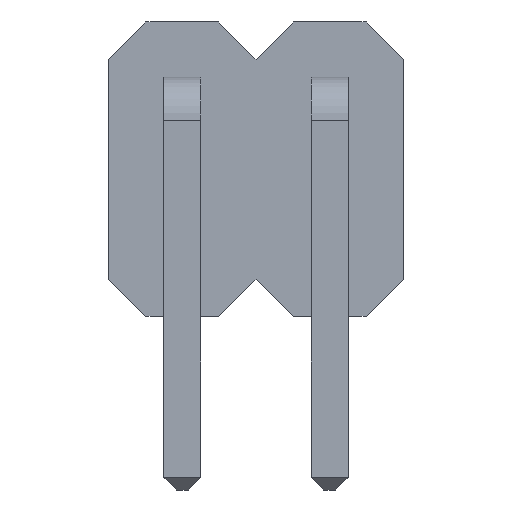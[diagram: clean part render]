
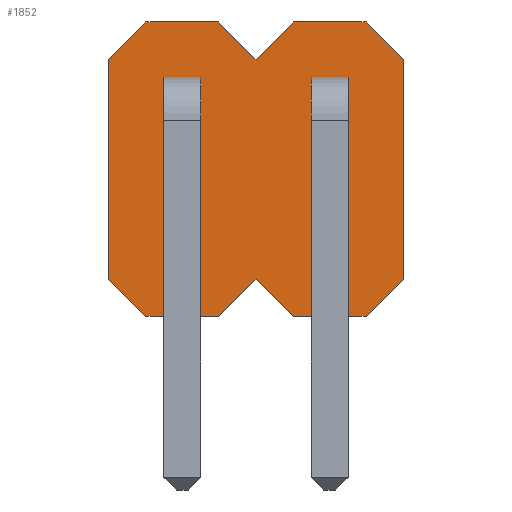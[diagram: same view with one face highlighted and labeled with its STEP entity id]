
A CAD part, front view. The second image highlights one B-rep face of the part: STEP entity #1852.
In plain terms, the highlighted planar face has unit normal (0, -1, 0).
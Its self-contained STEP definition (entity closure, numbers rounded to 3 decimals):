
#18=FACE_BOUND('',#258,.T.);
#19=FACE_BOUND('',#259,.T.);
#20=FACE_BOUND('',#260,.T.);
#21=FACE_BOUND('',#261,.T.);
#149=FACE_OUTER_BOUND('',#257,.T.);
#257=EDGE_LOOP('',(#1606,#1607,#1608,#1609,#1610,#1611,#1612,#1613,#1614,
#1615,#1616,#1617,#1618,#1619));
#258=EDGE_LOOP('',(#1620,#1621,#1622,#1623));
#259=EDGE_LOOP('',(#1624,#1625,#1626,#1627));
#260=EDGE_LOOP('',(#1628,#1629,#1630,#1631));
#261=EDGE_LOOP('',(#1632,#1633,#1634,#1635));
#262=LINE('',#2467,#496);
#266=LINE('',#2476,#500);
#272=LINE('',#2487,#506);
#273=LINE('',#2491,#507);
#277=LINE('',#2498,#511);
#279=LINE('',#2502,#513);
#313=LINE('',#2573,#547);
#323=LINE('',#2600,#557);
#325=LINE('',#2603,#559);
#326=LINE('',#2605,#560);
#344=LINE('',#2644,#578);
#371=LINE('',#2706,#605);
#373=LINE('',#2709,#607);
#374=LINE('',#2711,#608);
#378=LINE('',#2719,#612);
#380=LINE('',#2724,#614);
#386=LINE('',#2735,#620);
#400=LINE('',#2763,#634);
#403=LINE('',#2768,#637);
#404=LINE('',#2771,#638);
#406=LINE('',#2774,#640);
#407=LINE('',#2776,#641);
#437=LINE('',#2839,#671);
#447=LINE('',#2866,#681);
#449=LINE('',#2869,#683);
#450=LINE('',#2871,#684);
#466=LINE('',#2907,#700);
#491=LINE('',#2964,#725);
#493=LINE('',#2967,#727);
#494=LINE('',#2969,#728);
#496=VECTOR('',#1991,0.905);
#500=VECTOR('',#1997,0.905);
#506=VECTOR('',#2005,1.26);
#507=VECTOR('',#2008,0.905);
#511=VECTOR('',#2014,1.26);
#513=VECTOR('',#2018,0.905);
#547=VECTOR('',#2078,0.64);
#557=VECTOR('',#2106,0.64);
#559=VECTOR('',#2110,0.64);
#560=VECTOR('',#2113,0.64);
#578=VECTOR('',#2147,0.64);
#605=VECTOR('',#2206,0.64);
#607=VECTOR('',#2210,0.64);
#608=VECTOR('',#2213,0.64);
#612=VECTOR('',#2223,3.8);
#614=VECTOR('',#2227,0.905);
#620=VECTOR('',#2235,3.8);
#634=VECTOR('',#2253,0.905);
#637=VECTOR('',#2258,1.26);
#638=VECTOR('',#2261,0.905);
#640=VECTOR('',#2265,1.26);
#641=VECTOR('',#2268,0.905);
#671=VECTOR('',#2324,0.64);
#681=VECTOR('',#2352,0.64);
#683=VECTOR('',#2356,0.64);
#684=VECTOR('',#2359,0.64);
#700=VECTOR('',#2391,0.64);
#725=VECTOR('',#2448,0.64);
#727=VECTOR('',#2452,0.64);
#728=VECTOR('',#2455,0.64);
#730=VERTEX_POINT('',#2465);
#731=VERTEX_POINT('',#2466);
#734=VERTEX_POINT('',#2474);
#735=VERTEX_POINT('',#2475);
#739=VERTEX_POINT('',#2485);
#740=VERTEX_POINT('',#2489);
#741=VERTEX_POINT('',#2490);
#744=VERTEX_POINT('',#2501);
#767=VERTEX_POINT('',#2570);
#768=VERTEX_POINT('',#2572);
#775=VERTEX_POINT('',#2597);
#776=VERTEX_POINT('',#2599);
#788=VERTEX_POINT('',#2641);
#789=VERTEX_POINT('',#2643);
#807=VERTEX_POINT('',#2703);
#808=VERTEX_POINT('',#2705);
#810=VERTEX_POINT('',#2722);
#811=VERTEX_POINT('',#2723);
#815=VERTEX_POINT('',#2733);
#827=VERTEX_POINT('',#2762);
#828=VERTEX_POINT('',#2766);
#829=VERTEX_POINT('',#2770);
#848=VERTEX_POINT('',#2836);
#849=VERTEX_POINT('',#2838);
#856=VERTEX_POINT('',#2863);
#857=VERTEX_POINT('',#2865);
#868=VERTEX_POINT('',#2904);
#869=VERTEX_POINT('',#2906);
#884=VERTEX_POINT('',#2961);
#885=VERTEX_POINT('',#2963);
#886=EDGE_CURVE('',#730,#731,#262,.T.);
#890=EDGE_CURVE('',#734,#735,#266,.T.);
#896=EDGE_CURVE('',#734,#739,#272,.T.);
#897=EDGE_CURVE('',#740,#741,#273,.T.);
#901=EDGE_CURVE('',#731,#740,#277,.T.);
#903=EDGE_CURVE('',#744,#739,#279,.T.);
#938=EDGE_CURVE('',#767,#768,#313,.T.);
#951=EDGE_CURVE('',#775,#776,#323,.T.);
#953=EDGE_CURVE('',#776,#767,#325,.T.);
#954=EDGE_CURVE('',#768,#775,#326,.T.);
#973=EDGE_CURVE('',#789,#788,#344,.T.);
#1003=EDGE_CURVE('',#808,#807,#371,.T.);
#1005=EDGE_CURVE('',#807,#789,#373,.T.);
#1006=EDGE_CURVE('',#788,#808,#374,.T.);
#1010=EDGE_CURVE('',#744,#741,#378,.T.);
#1012=EDGE_CURVE('',#810,#811,#380,.T.);
#1018=EDGE_CURVE('',#815,#810,#386,.T.);
#1032=EDGE_CURVE('',#827,#815,#400,.T.);
#1035=EDGE_CURVE('',#827,#828,#403,.T.);
#1036=EDGE_CURVE('',#829,#730,#404,.T.);
#1038=EDGE_CURVE('',#811,#829,#406,.T.);
#1039=EDGE_CURVE('',#735,#828,#407,.T.);
#1070=EDGE_CURVE('',#848,#849,#437,.T.);
#1083=EDGE_CURVE('',#856,#857,#447,.T.);
#1085=EDGE_CURVE('',#857,#848,#449,.T.);
#1086=EDGE_CURVE('',#849,#856,#450,.T.);
#1103=EDGE_CURVE('',#869,#868,#466,.T.);
#1131=EDGE_CURVE('',#885,#884,#491,.T.);
#1133=EDGE_CURVE('',#884,#869,#493,.T.);
#1134=EDGE_CURVE('',#868,#885,#494,.T.);
#1606=ORIENTED_EDGE('',*,*,#1012,.F.);
#1607=ORIENTED_EDGE('',*,*,#1018,.F.);
#1608=ORIENTED_EDGE('',*,*,#1032,.F.);
#1609=ORIENTED_EDGE('',*,*,#1035,.T.);
#1610=ORIENTED_EDGE('',*,*,#1039,.F.);
#1611=ORIENTED_EDGE('',*,*,#890,.F.);
#1612=ORIENTED_EDGE('',*,*,#896,.T.);
#1613=ORIENTED_EDGE('',*,*,#903,.F.);
#1614=ORIENTED_EDGE('',*,*,#1010,.T.);
#1615=ORIENTED_EDGE('',*,*,#897,.F.);
#1616=ORIENTED_EDGE('',*,*,#901,.F.);
#1617=ORIENTED_EDGE('',*,*,#886,.F.);
#1618=ORIENTED_EDGE('',*,*,#1036,.F.);
#1619=ORIENTED_EDGE('',*,*,#1038,.F.);
#1620=ORIENTED_EDGE('',*,*,#1003,.T.);
#1621=ORIENTED_EDGE('',*,*,#1005,.T.);
#1622=ORIENTED_EDGE('',*,*,#973,.T.);
#1623=ORIENTED_EDGE('',*,*,#1006,.T.);
#1624=ORIENTED_EDGE('',*,*,#951,.F.);
#1625=ORIENTED_EDGE('',*,*,#954,.F.);
#1626=ORIENTED_EDGE('',*,*,#938,.F.);
#1627=ORIENTED_EDGE('',*,*,#953,.F.);
#1628=ORIENTED_EDGE('',*,*,#1083,.F.);
#1629=ORIENTED_EDGE('',*,*,#1086,.F.);
#1630=ORIENTED_EDGE('',*,*,#1070,.F.);
#1631=ORIENTED_EDGE('',*,*,#1085,.F.);
#1632=ORIENTED_EDGE('',*,*,#1131,.T.);
#1633=ORIENTED_EDGE('',*,*,#1133,.T.);
#1634=ORIENTED_EDGE('',*,*,#1103,.T.);
#1635=ORIENTED_EDGE('',*,*,#1134,.T.);
#1731=PLANE('',#1986);
#1852=ADVANCED_FACE('',(#149,#18,#19,#20,#21),#1731,.T.);
#1986=AXIS2_PLACEMENT_3D('',#2973,#2461,#2462);
#1991=DIRECTION('',(0.707,0.,0.707));
#1997=DIRECTION('',(-0.707,0.,0.707));
#2005=DIRECTION('',(1.,0.,0.));
#2008=DIRECTION('',(0.707,0.,-0.707));
#2014=DIRECTION('',(1.,0.,0.));
#2018=DIRECTION('',(-0.707,0.,-0.707));
#2078=DIRECTION('',(0.,0.,-1.));
#2106=DIRECTION('',(0.,0.,1.));
#2110=DIRECTION('',(-1.,0.,0.));
#2113=DIRECTION('',(1.,0.,0.));
#2147=DIRECTION('',(0.,0.,1.));
#2206=DIRECTION('',(0.,0.,-1.));
#2210=DIRECTION('',(-1.,0.,0.));
#2213=DIRECTION('',(1.,0.,0.));
#2223=DIRECTION('',(0.,0.,1.));
#2227=DIRECTION('',(0.707,0.,0.707));
#2235=DIRECTION('',(0.,0.,1.));
#2253=DIRECTION('',(-0.707,0.,0.707));
#2258=DIRECTION('',(1.,0.,0.));
#2261=DIRECTION('',(0.707,0.,-0.707));
#2265=DIRECTION('',(1.,0.,0.));
#2268=DIRECTION('',(-0.707,0.,-0.707));
#2324=DIRECTION('',(0.,0.,-1.));
#2352=DIRECTION('',(0.,0.,1.));
#2356=DIRECTION('',(-1.,0.,0.));
#2359=DIRECTION('',(1.,0.,0.));
#2391=DIRECTION('',(0.,0.,1.));
#2448=DIRECTION('',(0.,0.,-1.));
#2452=DIRECTION('',(-1.,0.,0.));
#2455=DIRECTION('',(1.,0.,0.));
#2461=DIRECTION('center_axis',(0.,-1.,0.));
#2462=DIRECTION('ref_axis',(1.,0.,0.));
#2465=CARTESIAN_POINT('',(0.,-1.257,4.451));
#2466=CARTESIAN_POINT('',(0.64,-1.257,5.091));
#2467=CARTESIAN_POINT('',(-0.315,-1.257,4.136));
#2474=CARTESIAN_POINT('',(0.64,-1.257,0.011));
#2475=CARTESIAN_POINT('',(0.,-1.257,0.651));
#2476=CARTESIAN_POINT('',(0.32,-1.257,0.331));
#2485=CARTESIAN_POINT('',(1.9,-1.257,0.011));
#2487=CARTESIAN_POINT('',(2.54,-1.257,0.011));
#2489=CARTESIAN_POINT('',(1.9,-1.257,5.091));
#2490=CARTESIAN_POINT('',(2.54,-1.257,4.451));
#2491=CARTESIAN_POINT('',(2.855,-1.257,4.136));
#2498=CARTESIAN_POINT('',(2.54,-1.257,5.091));
#2501=CARTESIAN_POINT('',(2.54,-1.257,0.651));
#2502=CARTESIAN_POINT('',(2.22,-1.257,0.331));
#2570=CARTESIAN_POINT('',(0.95,-1.257,4.141));
#2572=CARTESIAN_POINT('',(0.95,-1.257,3.501));
#2573=CARTESIAN_POINT('',(0.95,-1.257,3.661));
#2597=CARTESIAN_POINT('',(1.59,-1.257,3.501));
#2599=CARTESIAN_POINT('',(1.59,-1.257,4.141));
#2600=CARTESIAN_POINT('',(1.59,-1.257,3.981));
#2603=CARTESIAN_POINT('',(1.11,-1.257,4.141));
#2605=CARTESIAN_POINT('',(1.43,-1.257,3.501));
#2641=CARTESIAN_POINT('',(0.95,-1.257,1.601));
#2643=CARTESIAN_POINT('',(0.95,-1.257,0.961));
#2644=CARTESIAN_POINT('',(0.95,-1.257,1.441));
#2703=CARTESIAN_POINT('',(1.59,-1.257,0.961));
#2705=CARTESIAN_POINT('',(1.59,-1.257,1.601));
#2706=CARTESIAN_POINT('',(1.59,-1.257,1.121));
#2709=CARTESIAN_POINT('',(1.11,-1.257,0.961));
#2711=CARTESIAN_POINT('',(1.43,-1.257,1.601));
#2719=CARTESIAN_POINT('',(2.54,-1.257,2.551));
#2722=CARTESIAN_POINT('',(-2.54,-1.257,4.451));
#2723=CARTESIAN_POINT('',(-1.9,-1.257,5.091));
#2724=CARTESIAN_POINT('',(-2.855,-1.257,4.136));
#2733=CARTESIAN_POINT('',(-2.54,-1.257,0.651));
#2735=CARTESIAN_POINT('',(-2.54,-1.257,5.091));
#2762=CARTESIAN_POINT('',(-1.9,-1.257,0.011));
#2763=CARTESIAN_POINT('',(-2.22,-1.257,0.331));
#2766=CARTESIAN_POINT('',(-0.64,-1.257,0.011));
#2768=CARTESIAN_POINT('',(0.,-1.257,0.011));
#2770=CARTESIAN_POINT('',(-0.64,-1.257,5.091));
#2771=CARTESIAN_POINT('',(0.315,-1.257,4.136));
#2774=CARTESIAN_POINT('',(0.,-1.257,5.091));
#2776=CARTESIAN_POINT('',(-0.32,-1.257,0.331));
#2836=CARTESIAN_POINT('',(-1.59,-1.257,4.141));
#2838=CARTESIAN_POINT('',(-1.59,-1.257,3.501));
#2839=CARTESIAN_POINT('',(-1.59,-1.257,3.661));
#2863=CARTESIAN_POINT('',(-0.95,-1.257,3.501));
#2865=CARTESIAN_POINT('',(-0.95,-1.257,4.141));
#2866=CARTESIAN_POINT('',(-0.95,-1.257,3.981));
#2869=CARTESIAN_POINT('',(-1.43,-1.257,4.141));
#2871=CARTESIAN_POINT('',(-1.11,-1.257,3.501));
#2904=CARTESIAN_POINT('',(-1.59,-1.257,1.601));
#2906=CARTESIAN_POINT('',(-1.59,-1.257,0.961));
#2907=CARTESIAN_POINT('',(-1.59,-1.257,1.441));
#2961=CARTESIAN_POINT('',(-0.95,-1.257,0.961));
#2963=CARTESIAN_POINT('',(-0.95,-1.257,1.601));
#2964=CARTESIAN_POINT('',(-0.95,-1.257,1.121));
#2967=CARTESIAN_POINT('',(-1.43,-1.257,0.961));
#2969=CARTESIAN_POINT('',(-1.11,-1.257,1.601));
#2973=CARTESIAN_POINT('Origin',(-1.27,-1.257,1.281));
